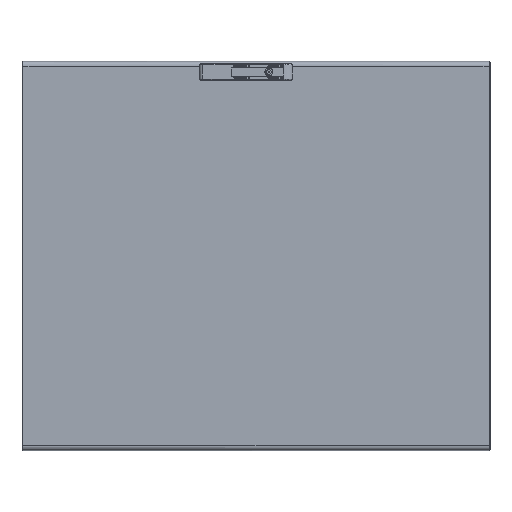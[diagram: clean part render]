
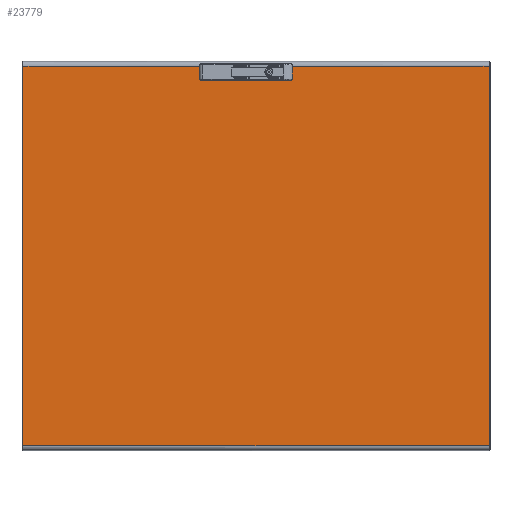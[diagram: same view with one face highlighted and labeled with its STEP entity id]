
A CAD part, top view. The second image highlights one B-rep face of the part: STEP entity #23779.
In plain terms, the highlighted planar face has unit normal (0, 0, 1).
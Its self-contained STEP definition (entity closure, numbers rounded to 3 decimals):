
#149 = CARTESIAN_POINT ( 'NONE',  ( 58.8, 375.5, 2. ) ) ;
#151 = CARTESIAN_POINT ( 'NONE',  ( 54.3, 380., 2. ) ) ;
#17102 = EDGE_CURVE ( 'NONE', #128670, #128672, #95503, .T. ) ;
#17160 = EDGE_CURVE ( 'NONE', #133647, #133644, #94534, .T. ) ;
#17161 = EDGE_CURVE ( 'NONE', #133647, #133652, #103662, .T. ) ;
#17162 = EDGE_CURVE ( 'NONE', #133652, #133653, #103668, .T. ) ;
#17163 = EDGE_CURVE ( 'NONE', #133653, #133654, #103676, .T. ) ;
#17164 = EDGE_CURVE ( 'NONE', #133654, #133655, #103679, .T. ) ;
#17165 = EDGE_CURVE ( 'NONE', #133655, #133656, #103682, .T. ) ;
#17166 = EDGE_CURVE ( 'NONE', #133651, #133656, #94412, .T. ) ;
#17167 = EDGE_CURVE ( 'NONE', #128672, #133651, #103672, .T. ) ;
#17168 = EDGE_CURVE ( 'NONE', #133650, #128670, #94400, .T. ) ;
#17169 = EDGE_CURVE ( 'NONE', #133658, #133650, #103690, .T. ) ;
#17170 = EDGE_CURVE ( 'NONE', #133631, #133658, #94396, .T. ) ;
#17171 = EDGE_CURVE ( 'NONE', #133646, #133631, #103696, .T. ) ;
#17172 = EDGE_CURVE ( 'NONE', #133657, #133646, #94382, .T. ) ;
#17173 = EDGE_CURVE ( 'NONE', #133659, #133657, #103702, .T. ) ;
#17174 = EDGE_CURVE ( 'NONE', #133660, #133659, #94370, .T. ) ;
#17175 = EDGE_CURVE ( 'NONE', #133644, #133660, #103710, .T. ) ;
#21510 = CARTESIAN_POINT ( 'NONE',  ( 14.338, 371., 2. ) ) ;
#21544 = CARTESIAN_POINT ( 'NONE',  ( -37.662, 380., 2. ) ) ;
#21547 = CARTESIAN_POINT ( 'NONE',  ( -14.338, 371., 2. ) ) ;
#21548 = CARTESIAN_POINT ( 'NONE',  ( -29.5, 387.5, 2. ) ) ;
#21553 = CARTESIAN_POINT ( 'NONE',  ( 54.3, 371., 2. ) ) ;
#21555 = CARTESIAN_POINT ( 'NONE',  ( 37.662, 380., 2. ) ) ;
#21556 = CARTESIAN_POINT ( 'NONE',  ( -475.49, 387.5, 2. ) ) ;
#21558 = CARTESIAN_POINT ( 'NONE',  ( -475.49, -387.5, 2. ) ) ;
#21559 = CARTESIAN_POINT ( 'NONE',  ( 475.49, -387.5, 2. ) ) ;
#21561 = CARTESIAN_POINT ( 'NONE',  ( 475.49, 387.5, 2. ) ) ;
#21562 = CARTESIAN_POINT ( 'NONE',  ( 29.5, 387.5, 2. ) ) ;
#21564 = CARTESIAN_POINT ( 'NONE',  ( -37.662, 371., 2. ) ) ;
#21565 = CARTESIAN_POINT ( 'NONE',  ( 37.662, 371., 2. ) ) ;
#21567 = CARTESIAN_POINT ( 'NONE',  ( -54.3, 371., 2. ) ) ;
#21568 = CARTESIAN_POINT ( 'NONE',  ( -54.3, 380., 2. ) ) ;
#23779 = ADVANCED_FACE ( 'NONE', ( #96405 ), #96406, .T. ) ;
#32221 = AXIS2_PLACEMENT_3D ( 'NONE', #96403, #96408, #96409 ) ;
#94315 = AXIS2_PLACEMENT_3D ( 'NONE', #103711, #103712, #103713 ) ;
#94362 = VECTOR ( 'NONE', #103715, 1000. ) ;
#94366 = AXIS2_PLACEMENT_3D ( 'NONE', #103703, #103704, #103705 ) ;
#94370 = CIRCLE ( 'NONE', #94315, 4.5 ) ;
#94374 = VECTOR ( 'NONE', #103707, 1000. ) ;
#94378 = AXIS2_PLACEMENT_3D ( 'NONE', #103697, #103698, #103699 ) ;
#94382 = CIRCLE ( 'NONE', #94366, 12.5 ) ;
#94387 = VECTOR ( 'NONE', #103701, 1000. ) ;
#94391 = AXIS2_PLACEMENT_3D ( 'NONE', #103691, #103692, #103693 ) ;
#94396 = CIRCLE ( 'NONE', #94378, 12.5 ) ;
#94400 = CIRCLE ( 'NONE', #94391, 4.5 ) ;
#94403 = AXIS2_PLACEMENT_3D ( 'NONE', #103686, #103687, #103688 ) ;
#94407 = VECTOR ( 'NONE', #103689, 1000. ) ;
#94412 = CIRCLE ( 'NONE', #94403, 12.5 ) ;
#94416 = VECTOR ( 'NONE', #103684, 1000. ) ;
#94421 = VECTOR ( 'NONE', #103681, 1000. ) ;
#94479 = VECTOR ( 'NONE', #103678, 1000. ) ;
#94501 = VECTOR ( 'NONE', #103695, 1000. ) ;
#94508 = AXIS2_PLACEMENT_3D ( 'NONE', #103669, #103670, #103671 ) ;
#94526 = VECTOR ( 'NONE', #103673, 1000. ) ;
#94534 = CIRCLE ( 'NONE', #94508, 12.5 ) ;
#94555 = VECTOR ( 'NONE', #103675, 1000. ) ;
#95477 = AXIS2_PLACEMENT_3D ( 'NONE', #105958, #105960, #105962 ) ;
#95503 = CIRCLE ( 'NONE', #95477, 4.5 ) ;
#96403 = CARTESIAN_POINT ( 'NONE',  ( -475.5, -395., 2. ) ) ;
#96405 = FACE_OUTER_BOUND ( 'NONE', #113993, .T. ) ;
#96406 = PLANE ( 'NONE',  #32221 ) ;
#96408 = DIRECTION ( 'NONE',  ( 0., 0., 1. ) ) ;
#96409 = DIRECTION ( 'NONE',  ( 1., 0., 0. ) ) ;
#103662 = LINE ( 'NONE', #103663, #94526 ) ;
#103663 = CARTESIAN_POINT ( 'NONE',  ( 475.49, 387.5, 2. ) ) ;
#103667 = CARTESIAN_POINT ( 'NONE',  ( 37.662, 380., 2. ) ) ;
#103668 = LINE ( 'NONE', #103674, #94555 ) ;
#103669 = CARTESIAN_POINT ( 'NONE',  ( -26., 375.5, 2. ) ) ;
#103670 = DIRECTION ( 'NONE',  ( 0., 0., 1. ) ) ;
#103671 = DIRECTION ( 'NONE',  ( 1., 0., 0. ) ) ;
#103672 = LINE ( 'NONE', #103667, #94407 ) ;
#103673 = DIRECTION ( 'NONE',  ( -1., 0., 0. ) ) ;
#103674 = CARTESIAN_POINT ( 'NONE',  ( -475.49, 395., 2. ) ) ;
#103675 = DIRECTION ( 'NONE',  ( 0., -1., 0. ) ) ;
#103676 = LINE ( 'NONE', #103677, #94479 ) ;
#103677 = CARTESIAN_POINT ( 'NONE',  ( -475.49, -387.5, 2. ) ) ;
#103678 = DIRECTION ( 'NONE',  ( 1., 0., 0. ) ) ;
#103679 = LINE ( 'NONE', #103680, #94421 ) ;
#103680 = CARTESIAN_POINT ( 'NONE',  ( 475.49, -395., 2. ) ) ;
#103681 = DIRECTION ( 'NONE',  ( 0., 1., 0. ) ) ;
#103682 = LINE ( 'NONE', #103683, #94416 ) ;
#103683 = CARTESIAN_POINT ( 'NONE',  ( 475.49, 387.5, 2. ) ) ;
#103684 = DIRECTION ( 'NONE',  ( -1., 0., 0. ) ) ;
#103685 = CARTESIAN_POINT ( 'NONE',  ( 37.662, 371., 2. ) ) ;
#103686 = CARTESIAN_POINT ( 'NONE',  ( 26., 375.5, 2. ) ) ;
#103687 = DIRECTION ( 'NONE',  ( 0., 0., 1. ) ) ;
#103688 = DIRECTION ( 'NONE',  ( -1., 0., 0. ) ) ;
#103689 = DIRECTION ( 'NONE',  ( -1., 0., 0. ) ) ;
#103690 = LINE ( 'NONE', #103685, #94501 ) ;
#103691 = CARTESIAN_POINT ( 'NONE',  ( 54.3, 375.5, 2. ) ) ;
#103692 = DIRECTION ( 'NONE',  ( 0., 0., 1. ) ) ;
#103693 = DIRECTION ( 'NONE',  ( -1., 0., 0. ) ) ;
#103694 = CARTESIAN_POINT ( 'NONE',  ( -14.338, 371., 2. ) ) ;
#103695 = DIRECTION ( 'NONE',  ( 1., 0., 0. ) ) ;
#103696 = LINE ( 'NONE', #103694, #94387 ) ;
#103697 = CARTESIAN_POINT ( 'NONE',  ( 26., 375.5, 2. ) ) ;
#103698 = DIRECTION ( 'NONE',  ( 0., 0., 1. ) ) ;
#103699 = DIRECTION ( 'NONE',  ( -1., 0., 0. ) ) ;
#103700 = CARTESIAN_POINT ( 'NONE',  ( -37.662, 371., 2. ) ) ;
#103701 = DIRECTION ( 'NONE',  ( 1., 0., 0. ) ) ;
#103702 = LINE ( 'NONE', #103700, #94374 ) ;
#103703 = CARTESIAN_POINT ( 'NONE',  ( -26., 375.5, 2. ) ) ;
#103704 = DIRECTION ( 'NONE',  ( 0., 0., 1. ) ) ;
#103705 = DIRECTION ( 'NONE',  ( 1., 0., 0. ) ) ;
#103706 = CARTESIAN_POINT ( 'NONE',  ( -37.662, 380., 2. ) ) ;
#103707 = DIRECTION ( 'NONE',  ( 1., 0., 0. ) ) ;
#103710 = LINE ( 'NONE', #103706, #94362 ) ;
#103711 = CARTESIAN_POINT ( 'NONE',  ( -54.3, 375.5, 2. ) ) ;
#103712 = DIRECTION ( 'NONE',  ( 0., 0., 1. ) ) ;
#103713 = DIRECTION ( 'NONE',  ( 1., 0., 0. ) ) ;
#103715 = DIRECTION ( 'NONE',  ( -1., 0., 0. ) ) ;
#105958 = CARTESIAN_POINT ( 'NONE',  ( 54.3, 375.5, 2. ) ) ;
#105960 = DIRECTION ( 'NONE',  ( 0., 0., 1. ) ) ;
#105962 = DIRECTION ( 'NONE',  ( -1., 0., 0. ) ) ;
#113993 = EDGE_LOOP ( 'NONE', ( #134508, #134511, #134513, #134516, #134519, #134522, #134525, #134527, #134530, #134533, #134536, #134539, #134541, #134544, #133869, #133872, #133875 ) ) ;
#128670 = VERTEX_POINT ( 'NONE', #149 ) ;
#128672 = VERTEX_POINT ( 'NONE', #151 ) ;
#133631 = VERTEX_POINT ( 'NONE', #21510 ) ;
#133644 = VERTEX_POINT ( 'NONE', #21544 ) ;
#133646 = VERTEX_POINT ( 'NONE', #21547 ) ;
#133647 = VERTEX_POINT ( 'NONE', #21548 ) ;
#133650 = VERTEX_POINT ( 'NONE', #21553 ) ;
#133651 = VERTEX_POINT ( 'NONE', #21555 ) ;
#133652 = VERTEX_POINT ( 'NONE', #21556 ) ;
#133653 = VERTEX_POINT ( 'NONE', #21558 ) ;
#133654 = VERTEX_POINT ( 'NONE', #21559 ) ;
#133655 = VERTEX_POINT ( 'NONE', #21561 ) ;
#133656 = VERTEX_POINT ( 'NONE', #21562 ) ;
#133657 = VERTEX_POINT ( 'NONE', #21564 ) ;
#133658 = VERTEX_POINT ( 'NONE', #21565 ) ;
#133659 = VERTEX_POINT ( 'NONE', #21567 ) ;
#133660 = VERTEX_POINT ( 'NONE', #21568 ) ;
#133869 = ORIENTED_EDGE ( 'NONE', *, *, #17173, .F. ) ;
#133872 = ORIENTED_EDGE ( 'NONE', *, *, #17174, .F. ) ;
#133875 = ORIENTED_EDGE ( 'NONE', *, *, #17175, .F. ) ;
#134508 = ORIENTED_EDGE ( 'NONE', *, *, #17160, .F. ) ;
#134511 = ORIENTED_EDGE ( 'NONE', *, *, #17161, .T. ) ;
#134513 = ORIENTED_EDGE ( 'NONE', *, *, #17162, .T. ) ;
#134516 = ORIENTED_EDGE ( 'NONE', *, *, #17163, .T. ) ;
#134519 = ORIENTED_EDGE ( 'NONE', *, *, #17164, .T. ) ;
#134522 = ORIENTED_EDGE ( 'NONE', *, *, #17165, .T. ) ;
#134525 = ORIENTED_EDGE ( 'NONE', *, *, #17166, .F. ) ;
#134527 = ORIENTED_EDGE ( 'NONE', *, *, #17167, .F. ) ;
#134530 = ORIENTED_EDGE ( 'NONE', *, *, #17102, .F. ) ;
#134533 = ORIENTED_EDGE ( 'NONE', *, *, #17168, .F. ) ;
#134536 = ORIENTED_EDGE ( 'NONE', *, *, #17169, .F. ) ;
#134539 = ORIENTED_EDGE ( 'NONE', *, *, #17170, .F. ) ;
#134541 = ORIENTED_EDGE ( 'NONE', *, *, #17171, .F. ) ;
#134544 = ORIENTED_EDGE ( 'NONE', *, *, #17172, .F. ) ;
